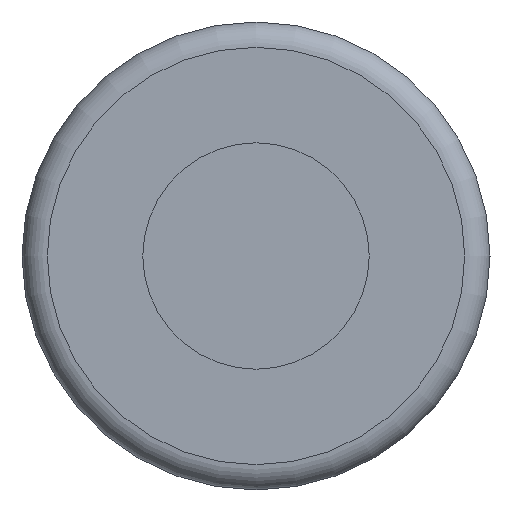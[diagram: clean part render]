
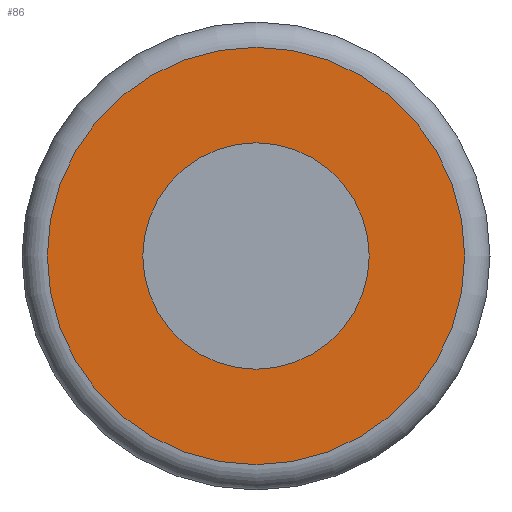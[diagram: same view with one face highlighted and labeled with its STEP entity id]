
A CAD part, left-side view. The second image highlights one B-rep face of the part: STEP entity #86.
In plain terms, the highlighted planar face has unit normal (-1, 0, 0).
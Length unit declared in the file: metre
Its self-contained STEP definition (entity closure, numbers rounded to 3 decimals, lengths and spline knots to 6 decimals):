
#32=ORIENTED_EDGE('',*,*,#40,.T.);
#33=ORIENTED_EDGE('',*,*,#41,.F.);
#40=EDGE_CURVE('',#46,#46,#52,.T.);
#41=EDGE_CURVE('',#47,#47,#53,.T.);
#46=VERTEX_POINT('',#157);
#47=VERTEX_POINT('',#160);
#52=CIRCLE('',#110,0.00825);
#53=CIRCLE('',#112,0.004474);
#62=EDGE_LOOP('',(#32));
#63=EDGE_LOOP('',(#33));
#74=FACE_BOUND('',#62,.T.);
#75=FACE_BOUND('',#63,.T.);
#80=PLANE('',#111);
#86=ADVANCED_FACE('',(#74,#75),#80,.T.);
#110=AXIS2_PLACEMENT_3D('',#156,#134,#135);
#111=AXIS2_PLACEMENT_3D('',#158,#136,#137);
#112=AXIS2_PLACEMENT_3D('',#159,#138,#139);
#134=DIRECTION('',(-1.,0.,0.));
#135=DIRECTION('',(0.,0.,1.));
#136=DIRECTION('',(-1.,0.,0.));
#137=DIRECTION('',(0.,0.,1.));
#138=DIRECTION('',(-1.,0.,0.));
#139=DIRECTION('',(0.,0.,1.));
#156=CARTESIAN_POINT('',(0.000026,0.,0.));
#157=CARTESIAN_POINT('',(0.000026,0.,0.00825));
#158=CARTESIAN_POINT('',(0.000026,-0.00825,0.));
#159=CARTESIAN_POINT('',(0.000026,0.,0.));
#160=CARTESIAN_POINT('',(0.000026,0.,0.004474));
